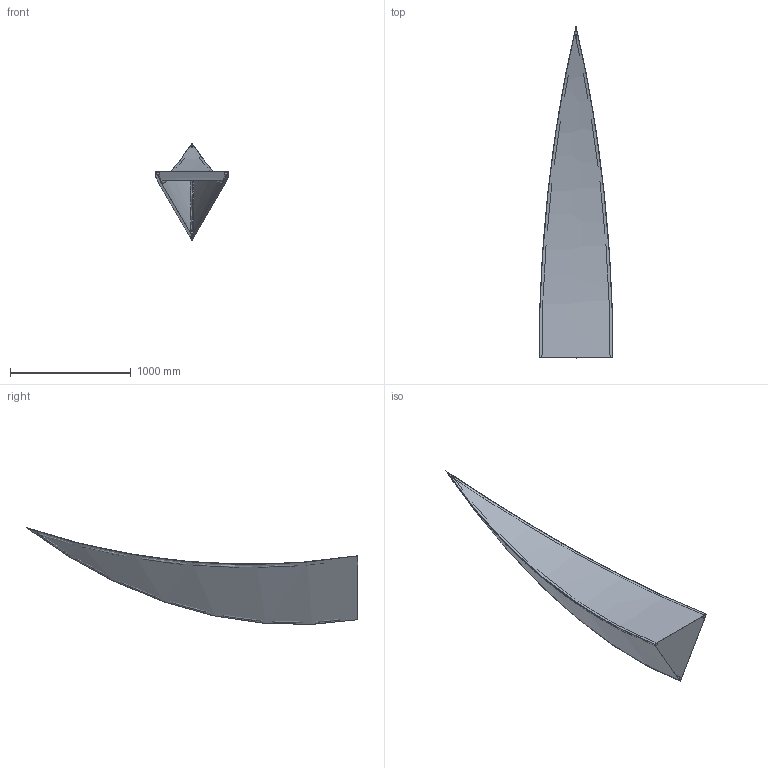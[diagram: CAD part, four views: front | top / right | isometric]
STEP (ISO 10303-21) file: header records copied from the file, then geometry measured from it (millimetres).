
FILE_DESCRIPTION (( 'STEP AP203' ), '1' );
FILE_NAME ('E_feather.STEP', '2009-11-19T12:51:35', ( 'Bugs Bunny' ), ( 'Warner Brothers Movie World' ), 'SwSTEP 2.0', 'SolidWorks 2009', '' );
FILE_SCHEMA (( 'CONFIG_CONTROL_DESIGN' ));
Length unit declared in the file: foot
Products named in the file (7): E_tube_side_mirror; E_sidesheet; E_feather; E_tube_side; E_innersheet; E_sidesheet_mirror; E_tube_spine
Assembly tree (6 placements, depth 2):
  E_feather
    E_tube_side_mirror
    E_sidesheet
    E_tube_spine
    E_innersheet
    E_sidesheet_mirror
    E_tube_side
Bounding box: 610.55 x 2743.2 x 799.74 mm (x, y, z)
Volume: 6842081.2 mm3; surface area: 7494555.5 mm2
Topology: 6 solids, 6 shells, 33 faces, 57 edges, 36 vertices
Faces by surface type: bspline 18, cylinder 8, plane 7
Entity records: 6237 total; most frequent: CARTESIAN_POINT 5000, ORIENTED_EDGE 114, DIRECTION 65, PERSON_AND_ORGANIZATION 62, EDGE_CURVE 57, LOCAL_TIME 47, COORDINATED_UNIVERSAL_TIME_OFFSET 47, CALENDAR_DATE 47
